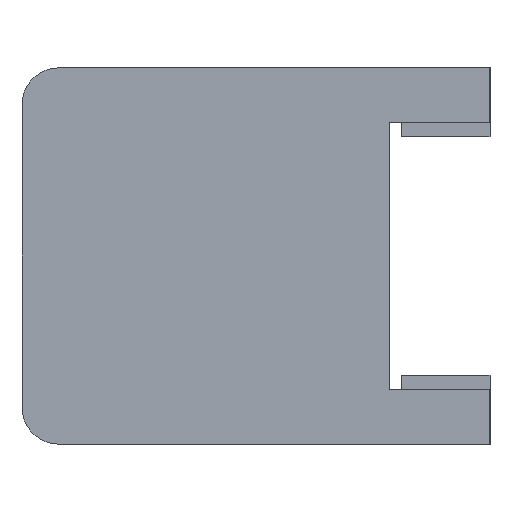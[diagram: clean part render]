
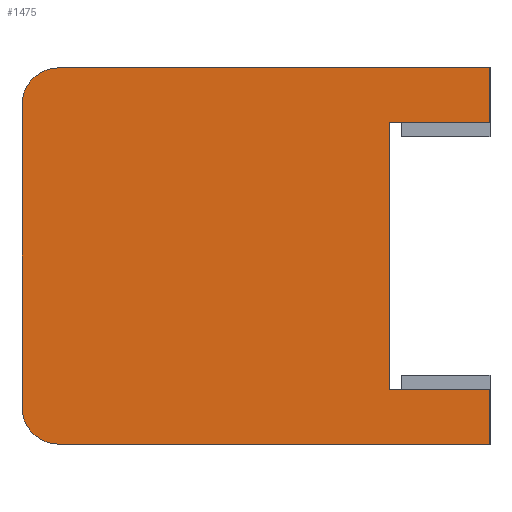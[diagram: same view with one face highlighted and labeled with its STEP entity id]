
A CAD part, left-side view. The second image highlights one B-rep face of the part: STEP entity #1475.
In plain terms, the highlighted planar face has unit normal (-1, 0, 0).
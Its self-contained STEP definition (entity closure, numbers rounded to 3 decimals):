
#24 = EDGE_CURVE ( 'NONE', #2012, #1501, #1358, .T. ) ;
#95 = ORIENTED_EDGE ( 'NONE', *, *, #24, .F. ) ;
#117 = DIRECTION ( 'NONE',  ( 0., 0., 1. ) ) ;
#119 = DIRECTION ( 'NONE',  ( 1., 0., 0. ) ) ;
#120 = ORIENTED_EDGE ( 'NONE', *, *, #335, .F. ) ;
#124 = VERTEX_POINT ( 'NONE', #1647 ) ;
#125 = CARTESIAN_POINT ( 'NONE',  ( 0., 23.5, -8.25 ) ) ;
#127 = ORIENTED_EDGE ( 'NONE', *, *, #765, .F. ) ;
#140 = DIRECTION ( 'NONE',  ( 0., 1., 0. ) ) ;
#141 = CARTESIAN_POINT ( 'NONE',  ( 0., 25.5, 7.25 ) ) ;
#163 = CARTESIAN_POINT ( 'NONE',  ( 0., 23.5, -10.25 ) ) ;
#170 = CARTESIAN_POINT ( 'NONE',  ( 0., 5.5, -7.25 ) ) ;
#206 = DIRECTION ( 'NONE',  ( 0., 0., 1. ) ) ;
#224 = DIRECTION ( 'NONE',  ( 0., 1., 0. ) ) ;
#227 = DIRECTION ( 'NONE',  ( 1., 0., 0. ) ) ;
#234 = CARTESIAN_POINT ( 'NONE',  ( 0., 25.5, 10.25 ) ) ;
#242 = PLANE ( 'NONE',  #907 ) ;
#255 = CARTESIAN_POINT ( 'NONE',  ( 0., 25.5, 10.25 ) ) ;
#335 = EDGE_CURVE ( 'NONE', #1501, #124, #788, .T. ) ;
#372 = ORIENTED_EDGE ( 'NONE', *, *, #1928, .F. ) ;
#423 = LINE ( 'NONE', #1018, #438 ) ;
#438 = VECTOR ( 'NONE', #866, 1000. ) ;
#492 = VECTOR ( 'NONE', #206, 1000. ) ;
#495 = LINE ( 'NONE', #255, #492 ) ;
#507 = DIRECTION ( 'NONE',  ( 0., 0., -1. ) ) ;
#516 = CIRCLE ( 'NONE', #603, 2. ) ;
#520 = DIRECTION ( 'NONE',  ( 1., 0., 0. ) ) ;
#527 = CARTESIAN_POINT ( 'NONE',  ( 0., 23.5, 8.25 ) ) ;
#575 = EDGE_CURVE ( 'NONE', #2084, #666, #677, .T. ) ;
#603 = AXIS2_PLACEMENT_3D ( 'NONE', #527, #520, #507 ) ;
#649 = LINE ( 'NONE', #141, #805 ) ;
#651 = VECTOR ( 'NONE', #967, 1000. ) ;
#659 = ORIENTED_EDGE ( 'NONE', *, *, #916, .F. ) ;
#666 = VERTEX_POINT ( 'NONE', #830 ) ;
#677 = LINE ( 'NONE', #979, #651 ) ;
#762 = VECTOR ( 'NONE', #1193, 1000. ) ;
#765 = EDGE_CURVE ( 'NONE', #2093, #2174, #516, .T. ) ;
#788 = LINE ( 'NONE', #1213, #762 ) ;
#801 = EDGE_CURVE ( 'NONE', #1970, #2093, #495, .T. ) ;
#805 = VECTOR ( 'NONE', #140, 1000. ) ;
#829 = CIRCLE ( 'NONE', #942, 2. ) ;
#830 = CARTESIAN_POINT ( 'NONE',  ( 0., 0., 7.25 ) ) ;
#866 = DIRECTION ( 'NONE',  ( 0., 1., 0. ) ) ;
#873 = VECTOR ( 'NONE', #1886, 1000. ) ;
#907 = AXIS2_PLACEMENT_3D ( 'NONE', #234, #227, #224 ) ;
#916 = EDGE_CURVE ( 'NONE', #1147, #1510, #423, .T. ) ;
#940 = FACE_OUTER_BOUND ( 'NONE', #2053, .T. ) ;
#942 = AXIS2_PLACEMENT_3D ( 'NONE', #125, #119, #117 ) ;
#967 = DIRECTION ( 'NONE',  ( 0., 0., -1. ) ) ;
#979 = CARTESIAN_POINT ( 'NONE',  ( 0., 0., 10.25 ) ) ;
#1018 = CARTESIAN_POINT ( 'NONE',  ( 0., 25.5, -10.25 ) ) ;
#1147 = VERTEX_POINT ( 'NONE', #2103 ) ;
#1177 = ORIENTED_EDGE ( 'NONE', *, *, #1311, .F. ) ;
#1193 = DIRECTION ( 'NONE',  ( 0., -1., 0. ) ) ;
#1213 = CARTESIAN_POINT ( 'NONE',  ( 0., 25.5, -7.25 ) ) ;
#1257 = CARTESIAN_POINT ( 'NONE',  ( 0., 25.5, 10.25 ) ) ;
#1262 = LINE ( 'NONE', #1759, #873 ) ;
#1311 = EDGE_CURVE ( 'NONE', #2174, #2084, #2128, .T. ) ;
#1358 = LINE ( 'NONE', #1852, #1379 ) ;
#1379 = VECTOR ( 'NONE', #1855, 1000. ) ;
#1416 = ORIENTED_EDGE ( 'NONE', *, *, #1546, .F. ) ;
#1475 = ADVANCED_FACE ( 'NONE', ( #940 ), #242, .F. ) ;
#1501 = VERTEX_POINT ( 'NONE', #170 ) ;
#1510 = VERTEX_POINT ( 'NONE', #163 ) ;
#1514 = EDGE_CURVE ( 'NONE', #666, #2012, #649, .T. ) ;
#1537 = ORIENTED_EDGE ( 'NONE', *, *, #801, .F. ) ;
#1546 = EDGE_CURVE ( 'NONE', #1510, #1970, #829, .T. ) ;
#1584 = ORIENTED_EDGE ( 'NONE', *, *, #1514, .F. ) ;
#1586 = CARTESIAN_POINT ( 'NONE',  ( 0., 25.5, 8.25 ) ) ;
#1647 = CARTESIAN_POINT ( 'NONE',  ( 0., 0., -7.25 ) ) ;
#1759 = CARTESIAN_POINT ( 'NONE',  ( 0., 0., 10.25 ) ) ;
#1852 = CARTESIAN_POINT ( 'NONE',  ( 0., 5.5, 10.25 ) ) ;
#1855 = DIRECTION ( 'NONE',  ( 0., 0., -1. ) ) ;
#1886 = DIRECTION ( 'NONE',  ( 0., 0., -1. ) ) ;
#1894 = CARTESIAN_POINT ( 'NONE',  ( 0., 0., 10.25 ) ) ;
#1928 = EDGE_CURVE ( 'NONE', #124, #1147, #1262, .T. ) ;
#1970 = VERTEX_POINT ( 'NONE', #1981 ) ;
#1981 = CARTESIAN_POINT ( 'NONE',  ( 0., 25.5, -8.25 ) ) ;
#2012 = VERTEX_POINT ( 'NONE', #2022 ) ;
#2022 = CARTESIAN_POINT ( 'NONE',  ( 0., 5.5, 7.25 ) ) ;
#2038 = VECTOR ( 'NONE', #2079, 1000. ) ;
#2053 = EDGE_LOOP ( 'NONE', ( #1416, #659, #372, #120, #95, #1584, #2160, #1177, #127, #1537 ) ) ;
#2079 = DIRECTION ( 'NONE',  ( 0., -1., 0. ) ) ;
#2084 = VERTEX_POINT ( 'NONE', #1894 ) ;
#2093 = VERTEX_POINT ( 'NONE', #1586 ) ;
#2103 = CARTESIAN_POINT ( 'NONE',  ( 0., 0., -10.25 ) ) ;
#2128 = LINE ( 'NONE', #1257, #2038 ) ;
#2144 = CARTESIAN_POINT ( 'NONE',  ( 0., 23.5, 10.25 ) ) ;
#2160 = ORIENTED_EDGE ( 'NONE', *, *, #575, .F. ) ;
#2174 = VERTEX_POINT ( 'NONE', #2144 ) ;
